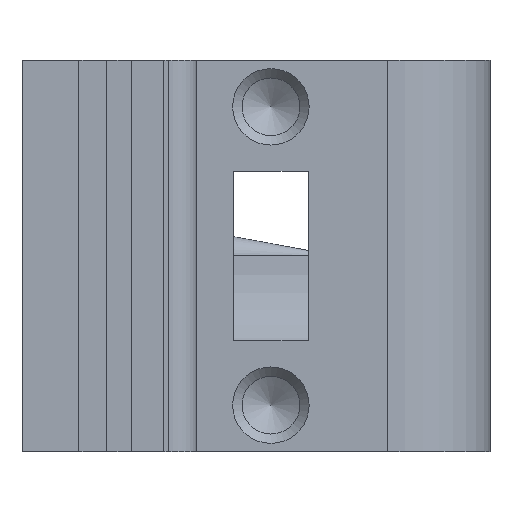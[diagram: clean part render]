
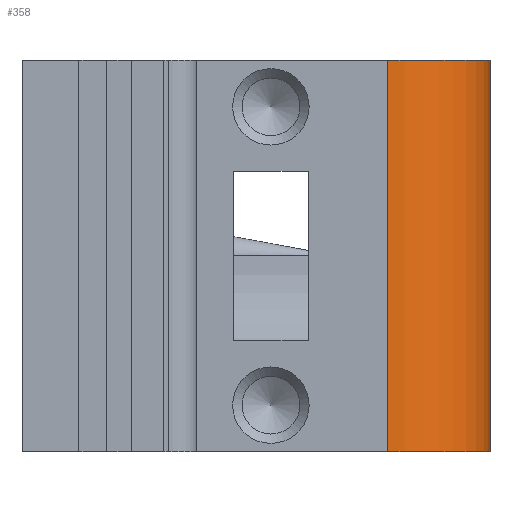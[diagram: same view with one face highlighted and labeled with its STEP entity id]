
A CAD part, front view. The second image highlights one B-rep face of the part: STEP entity #358.
In plain terms, the highlighted cylindrical face has radius 11 mm (diameter 22 mm), a partial arc.
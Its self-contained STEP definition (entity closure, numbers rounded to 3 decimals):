
#31 = PLANE('',#32);
#32 = AXIS2_PLACEMENT_3D('',#33,#34,#35);
#33 = CARTESIAN_POINT('',(0.,-11.,0.));
#34 = DIRECTION('',(0.,-1.,0.));
#35 = DIRECTION('',(-1.,0.,0.));
#57 = EDGE_CURVE('',#58,#60,#62,.T.);
#58 = VERTEX_POINT('',#59);
#59 = CARTESIAN_POINT('',(0.,-11.,0.));
#60 = VERTEX_POINT('',#61);
#61 = CARTESIAN_POINT('',(0.,-11.,42.));
#62 = SURFACE_CURVE('',#63,(#67,#74),.PCURVE_S1.);
#63 = LINE('',#64,#65);
#64 = CARTESIAN_POINT('',(0.,-11.,0.));
#65 = VECTOR('',#66,1.);
#66 = DIRECTION('',(0.,0.,1.));
#67 = PCURVE('',#31,#68);
#68 = DEFINITIONAL_REPRESENTATION('',(#69),#73);
#69 = LINE('',#70,#71);
#70 = CARTESIAN_POINT('',(0.,-0.));
#71 = VECTOR('',#72,1.);
#72 = DIRECTION('',(0.,-1.));
#73 = ( GEOMETRIC_REPRESENTATION_CONTEXT(2) 
PARAMETRIC_REPRESENTATION_CONTEXT() REPRESENTATION_CONTEXT('2D SPACE',''
  ) );
#74 = PCURVE('',#75,#80);
#75 = CYLINDRICAL_SURFACE('',#76,11.);
#76 = AXIS2_PLACEMENT_3D('',#77,#78,#79);
#77 = CARTESIAN_POINT('',(0.,0.,0.));
#78 = DIRECTION('',(-0.,-0.,-1.));
#79 = DIRECTION('',(1.,0.,0.));
#80 = DEFINITIONAL_REPRESENTATION('',(#81),#85);
#81 = LINE('',#82,#83);
#82 = CARTESIAN_POINT('',(-4.712,0.));
#83 = VECTOR('',#84,1.);
#84 = DIRECTION('',(-0.,-1.));
#85 = ( GEOMETRIC_REPRESENTATION_CONTEXT(2) 
PARAMETRIC_REPRESENTATION_CONTEXT() REPRESENTATION_CONTEXT('2D SPACE',''
  ) );
#103 = PLANE('',#104);
#104 = AXIS2_PLACEMENT_3D('',#105,#106,#107);
#105 = CARTESIAN_POINT('',(-15.029,9.086,42.));
#106 = DIRECTION('',(-0.,-0.,-1.));
#107 = DIRECTION('',(-1.,0.,0.));
#157 = PLANE('',#158);
#158 = AXIS2_PLACEMENT_3D('',#159,#160,#161);
#159 = CARTESIAN_POINT('',(-15.029,9.086,0.));
#160 = DIRECTION('',(-0.,-0.,-1.));
#161 = DIRECTION('',(-1.,0.,0.));
#358 = ADVANCED_FACE('',(#359),#75,.T.);
#359 = FACE_BOUND('',#360,.F.);
#360 = EDGE_LOOP('',(#361,#362,#390,#418));
#361 = ORIENTED_EDGE('',*,*,#57,.T.);
#362 = ORIENTED_EDGE('',*,*,#363,.T.);
#363 = EDGE_CURVE('',#60,#364,#366,.T.);
#364 = VERTEX_POINT('',#365);
#365 = CARTESIAN_POINT('',(0.,11.,42.));
#366 = SURFACE_CURVE('',#367,(#372,#379),.PCURVE_S1.);
#367 = CIRCLE('',#368,11.);
#368 = AXIS2_PLACEMENT_3D('',#369,#370,#371);
#369 = CARTESIAN_POINT('',(0.,0.,42.));
#370 = DIRECTION('',(0.,0.,1.));
#371 = DIRECTION('',(1.,0.,0.));
#372 = PCURVE('',#75,#373);
#373 = DEFINITIONAL_REPRESENTATION('',(#374),#378);
#374 = LINE('',#375,#376);
#375 = CARTESIAN_POINT('',(-0.,-42.));
#376 = VECTOR('',#377,1.);
#377 = DIRECTION('',(-1.,0.));
#378 = ( GEOMETRIC_REPRESENTATION_CONTEXT(2) 
PARAMETRIC_REPRESENTATION_CONTEXT() REPRESENTATION_CONTEXT('2D SPACE',''
  ) );
#379 = PCURVE('',#103,#380);
#380 = DEFINITIONAL_REPRESENTATION('',(#381),#389);
#381 = ( BOUNDED_CURVE() B_SPLINE_CURVE(2,(#382,#383,#384,#385,#386,#387
,#388),.UNSPECIFIED.,.T.,.F.) B_SPLINE_CURVE_WITH_KNOTS((1,2,2,2,2,1),(
    -2.094,0.,2.094,4.189,6.283,
8.378),.UNSPECIFIED.) CURVE() GEOMETRIC_REPRESENTATION_ITEM() 
RATIONAL_B_SPLINE_CURVE((1.,0.5,1.,0.5,1.,0.5,1.)) REPRESENTATION_ITEM(
  '') );
#382 = CARTESIAN_POINT('',(-26.029,-9.086));
#383 = CARTESIAN_POINT('',(-26.029,9.966));
#384 = CARTESIAN_POINT('',(-9.529,0.44));
#385 = CARTESIAN_POINT('',(6.971,-9.086));
#386 = CARTESIAN_POINT('',(-9.529,-18.612));
#387 = CARTESIAN_POINT('',(-26.029,-28.139));
#388 = CARTESIAN_POINT('',(-26.029,-9.086));
#389 = ( GEOMETRIC_REPRESENTATION_CONTEXT(2) 
PARAMETRIC_REPRESENTATION_CONTEXT() REPRESENTATION_CONTEXT('2D SPACE',''
  ) );
#390 = ORIENTED_EDGE('',*,*,#391,.F.);
#391 = EDGE_CURVE('',#392,#364,#394,.T.);
#392 = VERTEX_POINT('',#393);
#393 = CARTESIAN_POINT('',(0.,11.,0.));
#394 = SURFACE_CURVE('',#395,(#399,#406),.PCURVE_S1.);
#395 = LINE('',#396,#397);
#396 = CARTESIAN_POINT('',(0.,11.,0.));
#397 = VECTOR('',#398,1.);
#398 = DIRECTION('',(0.,0.,1.));
#399 = PCURVE('',#75,#400);
#400 = DEFINITIONAL_REPRESENTATION('',(#401),#405);
#401 = LINE('',#402,#403);
#402 = CARTESIAN_POINT('',(-7.854,0.));
#403 = VECTOR('',#404,1.);
#404 = DIRECTION('',(-0.,-1.));
#405 = ( GEOMETRIC_REPRESENTATION_CONTEXT(2) 
PARAMETRIC_REPRESENTATION_CONTEXT() REPRESENTATION_CONTEXT('2D SPACE',''
  ) );
#406 = PCURVE('',#407,#412);
#407 = PLANE('',#408);
#408 = AXIS2_PLACEMENT_3D('',#409,#410,#411);
#409 = CARTESIAN_POINT('',(-5.2,11.,0.));
#410 = DIRECTION('',(0.,1.,0.));
#411 = DIRECTION('',(1.,0.,0.));
#412 = DEFINITIONAL_REPRESENTATION('',(#413),#417);
#413 = LINE('',#414,#415);
#414 = CARTESIAN_POINT('',(5.2,0.));
#415 = VECTOR('',#416,1.);
#416 = DIRECTION('',(0.,-1.));
#417 = ( GEOMETRIC_REPRESENTATION_CONTEXT(2) 
PARAMETRIC_REPRESENTATION_CONTEXT() REPRESENTATION_CONTEXT('2D SPACE',''
  ) );
#418 = ORIENTED_EDGE('',*,*,#419,.F.);
#419 = EDGE_CURVE('',#58,#392,#420,.T.);
#420 = SURFACE_CURVE('',#421,(#426,#433),.PCURVE_S1.);
#421 = CIRCLE('',#422,11.);
#422 = AXIS2_PLACEMENT_3D('',#423,#424,#425);
#423 = CARTESIAN_POINT('',(0.,0.,0.));
#424 = DIRECTION('',(0.,0.,1.));
#425 = DIRECTION('',(1.,0.,0.));
#426 = PCURVE('',#75,#427);
#427 = DEFINITIONAL_REPRESENTATION('',(#428),#432);
#428 = LINE('',#429,#430);
#429 = CARTESIAN_POINT('',(-0.,0.));
#430 = VECTOR('',#431,1.);
#431 = DIRECTION('',(-1.,0.));
#432 = ( GEOMETRIC_REPRESENTATION_CONTEXT(2) 
PARAMETRIC_REPRESENTATION_CONTEXT() REPRESENTATION_CONTEXT('2D SPACE',''
  ) );
#433 = PCURVE('',#157,#434);
#434 = DEFINITIONAL_REPRESENTATION('',(#435),#443);
#435 = ( BOUNDED_CURVE() B_SPLINE_CURVE(2,(#436,#437,#438,#439,#440,#441
,#442),.UNSPECIFIED.,.T.,.F.) B_SPLINE_CURVE_WITH_KNOTS((1,2,2,2,2,1),(
    -2.094,0.,2.094,4.189,6.283,
8.378),.UNSPECIFIED.) CURVE() GEOMETRIC_REPRESENTATION_ITEM() 
RATIONAL_B_SPLINE_CURVE((1.,0.5,1.,0.5,1.,0.5,1.)) REPRESENTATION_ITEM(
  '') );
#436 = CARTESIAN_POINT('',(-26.029,-9.086));
#437 = CARTESIAN_POINT('',(-26.029,9.966));
#438 = CARTESIAN_POINT('',(-9.529,0.44));
#439 = CARTESIAN_POINT('',(6.971,-9.086));
#440 = CARTESIAN_POINT('',(-9.529,-18.612));
#441 = CARTESIAN_POINT('',(-26.029,-28.139));
#442 = CARTESIAN_POINT('',(-26.029,-9.086));
#443 = ( GEOMETRIC_REPRESENTATION_CONTEXT(2) 
PARAMETRIC_REPRESENTATION_CONTEXT() REPRESENTATION_CONTEXT('2D SPACE',''
  ) );
